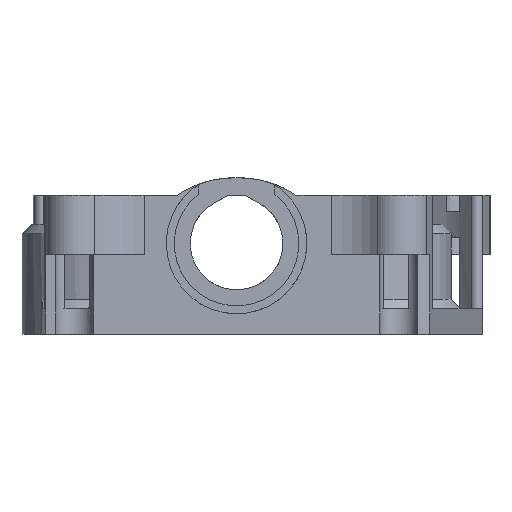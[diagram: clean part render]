
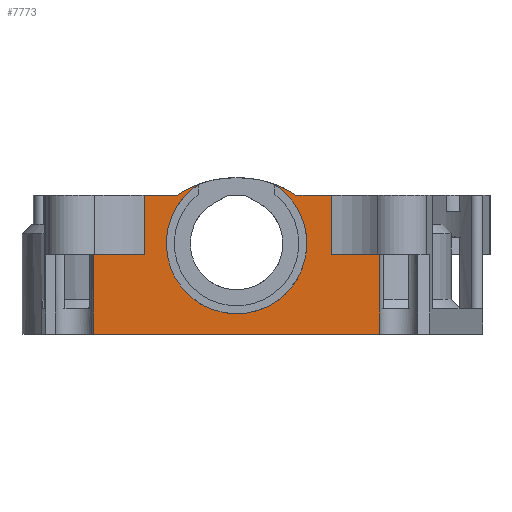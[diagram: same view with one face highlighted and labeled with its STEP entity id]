
A CAD part, front view. The second image highlights one B-rep face of the part: STEP entity #7773.
In plain terms, the highlighted planar face has unit normal (0, -1, 0).
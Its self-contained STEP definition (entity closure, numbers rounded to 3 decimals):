
#428=PLANE('',#8098);
#803=FACE_OUTER_BOUND('',#1248,.T.);
#1248=EDGE_LOOP('',(#6990,#6991,#6992,#6993,#6994,#6995,#6996,#6997,#6998,
#6999,#7000,#7001,#7002,#7003,#7004));
#2153=LINE('',#14496,#2672);
#2262=LINE('',#15899,#2781);
#2285=LINE('',#16115,#2804);
#2286=LINE('',#16122,#2805);
#2287=LINE('',#16124,#2806);
#2288=LINE('',#16126,#2807);
#2289=LINE('',#16127,#2808);
#2290=LINE('',#16129,#2809);
#2291=LINE('',#16131,#2810);
#2292=LINE('',#16132,#2811);
#2672=VECTOR('',#8751,10.);
#2781=VECTOR('',#9108,10.);
#2804=VECTOR('',#9177,10.);
#2805=VECTOR('',#9184,10.);
#2806=VECTOR('',#9185,10.);
#2807=VECTOR('',#9186,10.);
#2808=VECTOR('',#9187,10.);
#2809=VECTOR('',#9188,10.);
#2810=VECTOR('',#9189,10.);
#2811=VECTOR('',#9190,10.);
#2983=CIRCLE('',#8099,11.);
#2984=CIRCLE('',#8100,0.8);
#2985=CIRCLE('',#8101,11.);
#2986=CIRCLE('',#8102,16.455);
#2987=CIRCLE('',#8103,16.455);
#3561=VERTEX_POINT('',#14493);
#3562=VERTEX_POINT('',#14495);
#3743=VERTEX_POINT('',#15896);
#3744=VERTEX_POINT('',#15898);
#3758=VERTEX_POINT('',#16069);
#3761=VERTEX_POINT('',#16077);
#3774=VERTEX_POINT('',#16112);
#3775=VERTEX_POINT('',#16114);
#3776=VERTEX_POINT('',#16116);
#3777=VERTEX_POINT('',#16119);
#3778=VERTEX_POINT('',#16121);
#3779=VERTEX_POINT('',#16123);
#3780=VERTEX_POINT('',#16125);
#3781=VERTEX_POINT('',#16128);
#3782=VERTEX_POINT('',#16130);
#4596=EDGE_CURVE('',#3561,#3562,#2153,.T.);
#4855=EDGE_CURVE('',#3744,#3743,#2262,.T.);
#4897=EDGE_CURVE('',#3761,#3774,#2983,.T.);
#4898=EDGE_CURVE('',#3774,#3775,#2285,.T.);
#4899=EDGE_CURVE('',#3775,#3776,#2984,.T.);
#4900=EDGE_CURVE('',#3776,#3758,#2985,.T.);
#4901=EDGE_CURVE('',#3758,#3777,#2986,.T.);
#4902=EDGE_CURVE('',#3777,#3778,#2286,.T.);
#4903=EDGE_CURVE('',#3779,#3778,#2287,.T.);
#4904=EDGE_CURVE('',#3779,#3780,#2288,.T.);
#4905=EDGE_CURVE('',#3562,#3780,#2289,.T.);
#4906=EDGE_CURVE('',#3561,#3781,#2290,.T.);
#4907=EDGE_CURVE('',#3781,#3782,#2291,.T.);
#4908=EDGE_CURVE('',#3782,#3744,#2292,.T.);
#4909=EDGE_CURVE('',#3743,#3761,#2987,.T.);
#6990=ORIENTED_EDGE('',*,*,#4897,.T.);
#6991=ORIENTED_EDGE('',*,*,#4898,.T.);
#6992=ORIENTED_EDGE('',*,*,#4899,.T.);
#6993=ORIENTED_EDGE('',*,*,#4900,.T.);
#6994=ORIENTED_EDGE('',*,*,#4901,.T.);
#6995=ORIENTED_EDGE('',*,*,#4902,.T.);
#6996=ORIENTED_EDGE('',*,*,#4903,.F.);
#6997=ORIENTED_EDGE('',*,*,#4904,.T.);
#6998=ORIENTED_EDGE('',*,*,#4905,.F.);
#6999=ORIENTED_EDGE('',*,*,#4596,.F.);
#7000=ORIENTED_EDGE('',*,*,#4906,.T.);
#7001=ORIENTED_EDGE('',*,*,#4907,.T.);
#7002=ORIENTED_EDGE('',*,*,#4908,.T.);
#7003=ORIENTED_EDGE('',*,*,#4855,.T.);
#7004=ORIENTED_EDGE('',*,*,#4909,.T.);
#7773=ADVANCED_FACE('',(#803),#428,.T.);
#8098=AXIS2_PLACEMENT_3D('',#16111,#9173,#9174);
#8099=AXIS2_PLACEMENT_3D('',#16113,#9175,#9176);
#8100=AXIS2_PLACEMENT_3D('',#16117,#9178,#9179);
#8101=AXIS2_PLACEMENT_3D('',#16118,#9180,#9181);
#8102=AXIS2_PLACEMENT_3D('',#16120,#9182,#9183);
#8103=AXIS2_PLACEMENT_3D('',#16133,#9191,#9192);
#8751=DIRECTION('',(-1.,0.,0.));
#9108=DIRECTION('',(-1.,0.,0.));
#9173=DIRECTION('center_axis',(0.,-1.,0.));
#9174=DIRECTION('ref_axis',(1.,0.,0.));
#9175=DIRECTION('center_axis',(0.,1.,0.));
#9176=DIRECTION('ref_axis',(-1.,0.,0.));
#9177=DIRECTION('',(0.,0.,1.));
#9178=DIRECTION('center_axis',(0.,1.,0.));
#9179=DIRECTION('ref_axis',(-1.,0.,0.));
#9180=DIRECTION('center_axis',(0.,1.,0.));
#9181=DIRECTION('ref_axis',(-1.,0.,0.));
#9182=DIRECTION('center_axis',(0.,-1.,0.));
#9183=DIRECTION('ref_axis',(0.,0.,1.));
#9184=DIRECTION('',(-1.,0.,0.));
#9185=DIRECTION('',(0.,0.,1.));
#9186=DIRECTION('',(-1.,0.,0.));
#9187=DIRECTION('',(0.,0.,1.));
#9188=DIRECTION('',(0.,0.,1.));
#9189=DIRECTION('',(-1.,0.,0.));
#9190=DIRECTION('',(0.,0.,1.));
#9191=DIRECTION('center_axis',(0.,-1.,0.));
#9192=DIRECTION('ref_axis',(0.549,0.,0.836));
#14493=CARTESIAN_POINT('',(22.4,-21.2,0.));
#14495=CARTESIAN_POINT('',(-22.4,-21.2,0.));
#14496=CARTESIAN_POINT('',(-5.69,-21.2,0.));
#15896=CARTESIAN_POINT('',(9.281,-21.2,21.8));
#15898=CARTESIAN_POINT('',(14.9,-21.2,21.8));
#15899=CARTESIAN_POINT('',(-2.599,-21.2,21.8));
#16069=CARTESIAN_POINT('',(-5.841,-21.2,23.521));
#16077=CARTESIAN_POINT('',(5.841,-21.2,23.521));
#16111=CARTESIAN_POINT('Origin',(-14.48,-21.2,0.));
#16112=CARTESIAN_POINT('',(-11.,-21.2,14.2));
#16113=CARTESIAN_POINT('Origin',(0.,-21.2,
14.2));
#16114=CARTESIAN_POINT('',(-11.,-21.2,15.));
#16115=CARTESIAN_POINT('',(-11.,-21.2,7.5));
#16116=CARTESIAN_POINT('',(-10.971,-21.2,14.999));
#16117=CARTESIAN_POINT('Origin',(-11.,-21.2,14.2));
#16118=CARTESIAN_POINT('Origin',(0.,-21.2,14.2));
#16119=CARTESIAN_POINT('',(-9.281,-21.2,21.8));
#16120=CARTESIAN_POINT('Origin',(-0.25,-21.2,8.045));
#16121=CARTESIAN_POINT('',(-14.48,-21.2,21.8));
#16122=CARTESIAN_POINT('',(-25.752,-21.2,21.8));
#16123=CARTESIAN_POINT('',(-14.48,-21.2,12.5));
#16124=CARTESIAN_POINT('',(-14.48,-21.2,0.));
#16125=CARTESIAN_POINT('',(-22.4,-21.2,12.5));
#16126=CARTESIAN_POINT('',(22.4,-21.2,12.5));
#16127=CARTESIAN_POINT('',(-22.4,-21.2,0.));
#16128=CARTESIAN_POINT('',(22.4,-21.2,12.5));
#16129=CARTESIAN_POINT('',(22.4,-21.2,0.));
#16130=CARTESIAN_POINT('',(14.9,-21.2,12.5));
#16131=CARTESIAN_POINT('',(22.4,-21.2,12.5));
#16132=CARTESIAN_POINT('',(14.9,-21.2,0.));
#16133=CARTESIAN_POINT('Origin',(0.25,-21.2,8.045));
